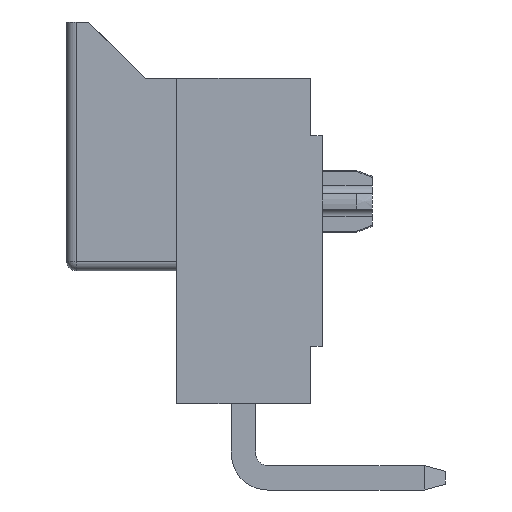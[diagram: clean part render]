
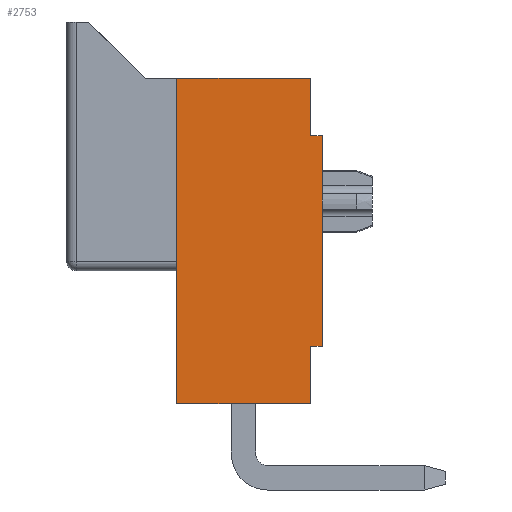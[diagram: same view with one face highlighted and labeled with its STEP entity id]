
A CAD part, left-side view. The second image highlights one B-rep face of the part: STEP entity #2753.
In plain terms, the highlighted planar face has unit normal (-1, 0, 0).
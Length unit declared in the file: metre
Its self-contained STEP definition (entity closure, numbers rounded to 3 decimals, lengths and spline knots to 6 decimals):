
#247=PLANE('',#3291);
#1025=ORIENTED_EDGE('',*,*,#1426,.T.);
#1026=ORIENTED_EDGE('',*,*,#1333,.F.);
#1027=ORIENTED_EDGE('',*,*,#1340,.F.);
#1028=ORIENTED_EDGE('',*,*,#1453,.T.);
#1029=ORIENTED_EDGE('',*,*,#1448,.T.);
#1030=ORIENTED_EDGE('',*,*,#1444,.F.);
#1031=ORIENTED_EDGE('',*,*,#1452,.F.);
#1032=ORIENTED_EDGE('',*,*,#1454,.T.);
#1333=EDGE_CURVE('',#1627,#1628,#1878,.T.);
#1340=EDGE_CURVE('',#1633,#1627,#1884,.T.);
#1426=EDGE_CURVE('',#1681,#1628,#1968,.T.);
#1444=EDGE_CURVE('',#1693,#1694,#1986,.T.);
#1448=EDGE_CURVE('',#1695,#1694,#1990,.T.);
#1452=EDGE_CURVE('',#1698,#1693,#1994,.T.);
#1453=EDGE_CURVE('',#1633,#1695,#1995,.T.);
#1454=EDGE_CURVE('',#1698,#1681,#1996,.T.);
#1627=VERTEX_POINT('',#4634);
#1628=VERTEX_POINT('',#4636);
#1633=VERTEX_POINT('',#4649);
#1681=VERTEX_POINT('',#4819);
#1693=VERTEX_POINT('',#4853);
#1694=VERTEX_POINT('',#4855);
#1695=VERTEX_POINT('',#4860);
#1698=VERTEX_POINT('',#4870);
#1878=LINE('',#4635,#2176);
#1884=LINE('',#4648,#2182);
#1968=LINE('',#4818,#2266);
#1986=LINE('',#4854,#2284);
#1990=LINE('',#4863,#2288);
#1994=LINE('',#4871,#2292);
#1995=LINE('',#4873,#2293);
#1996=LINE('',#4874,#2294);
#2176=VECTOR('',#3796,1.);
#2182=VECTOR('',#3806,1.);
#2266=VECTOR('',#3966,1.);
#2284=VECTOR('',#3994,1.);
#2288=VECTOR('',#4002,1.);
#2292=VECTOR('',#4010,1.);
#2293=VECTOR('',#4013,1.);
#2294=VECTOR('',#4014,1.);
#2437=EDGE_LOOP('',(#1025,#1026,#1027,#1028,#1029,#1030,#1031,#1032));
#2583=FACE_BOUND('',#2437,.T.);
#2753=ADVANCED_FACE('',(#2583),#247,.T.);
#3291=AXIS2_PLACEMENT_3D('',#4872,#4011,#4012);
#3796=DIRECTION('',(0.,0.,1.));
#3806=DIRECTION('',(0.,1.,0.));
#3966=DIRECTION('',(0.,1.,0.));
#3994=DIRECTION('',(0.,0.,-1.));
#4002=DIRECTION('',(0.,-1.,0.));
#4010=DIRECTION('',(0.,-1.,0.));
#4011=DIRECTION('',(-1.,0.,0.));
#4012=DIRECTION('',(0.,0.,1.));
#4013=DIRECTION('',(0.,0.,1.));
#4014=DIRECTION('',(0.,0.,1.));
#4634=CARTESIAN_POINT('',(-0.00297,0.00174,-0.00423));
#4635=CARTESIAN_POINT('',(-0.00297,0.00174,-0.00423));
#4636=CARTESIAN_POINT('',(-0.00297,0.00174,0.00423));
#4648=CARTESIAN_POINT('',(-0.00297,-0.00174,-0.00423));
#4649=CARTESIAN_POINT('',(-0.00297,-0.00174,-0.00423));
#4818=CARTESIAN_POINT('',(-0.00297,-0.00174,0.00423));
#4819=CARTESIAN_POINT('',(-0.00297,-0.00174,0.00423));
#4853=CARTESIAN_POINT('',(-0.00297,-0.00204,0.00273));
#4854=CARTESIAN_POINT('',(-0.00297,-0.00204,0.00273));
#4855=CARTESIAN_POINT('',(-0.00297,-0.00204,-0.00273));
#4860=CARTESIAN_POINT('',(-0.00297,-0.00174,-0.00273));
#4863=CARTESIAN_POINT('',(-0.00297,-0.00174,-0.00273));
#4870=CARTESIAN_POINT('',(-0.00297,-0.00174,0.00273));
#4871=CARTESIAN_POINT('',(-0.00297,-0.00174,0.00273));
#4872=CARTESIAN_POINT('',(-0.00297,-0.00174,-0.00423));
#4873=CARTESIAN_POINT('',(-0.00297,-0.00174,-0.00423));
#4874=CARTESIAN_POINT('',(-0.00297,-0.00174,0.00273));
